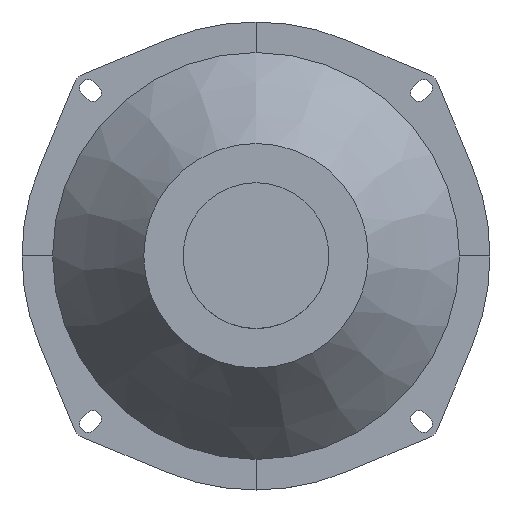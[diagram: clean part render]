
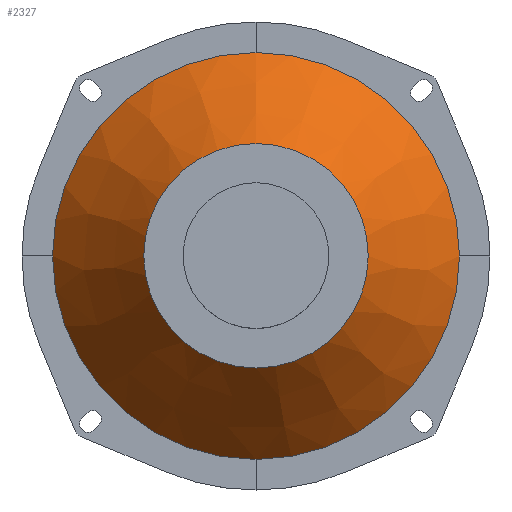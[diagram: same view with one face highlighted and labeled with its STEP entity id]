
A CAD part, top view. The second image highlights one B-rep face of the part: STEP entity #2327.
In plain terms, the highlighted conical face has half-angle 37.944 degrees and reference radius 60 mm.
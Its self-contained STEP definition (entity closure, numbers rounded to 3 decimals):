
#72 = PLANE('',#73);
#73 = AXIS2_PLACEMENT_3D('',#74,#75,#76);
#74 = CARTESIAN_POINT('',(40.597,40.597,1.));
#75 = DIRECTION('',(0.,0.,1.));
#76 = DIRECTION('',(1.,0.,0.));
#160 = PLANE('',#161);
#161 = AXIS2_PLACEMENT_3D('',#162,#163,#164);
#162 = CARTESIAN_POINT('',(40.597,-40.597,1.));
#163 = DIRECTION('',(0.,0.,1.));
#164 = DIRECTION('',(-1.,0.,0.));
#595 = VERTEX_POINT('',#596);
#596 = CARTESIAN_POINT('',(60.,0.,1.));
#691 = VERTEX_POINT('',#692);
#692 = CARTESIAN_POINT('',(0.,60.,1.));
#706 = PLANE('',#707);
#707 = AXIS2_PLACEMENT_3D('',#708,#709,#710);
#708 = CARTESIAN_POINT('',(-40.597,40.597,1.));
#709 = DIRECTION('',(0.,0.,1.));
#710 = DIRECTION('',(1.,0.,0.));
#718 = EDGE_CURVE('',#595,#691,#719,.T.);
#719 = SURFACE_CURVE('',#720,(#725,#732),.PCURVE_S1.);
#720 = CIRCLE('',#721,60.);
#721 = AXIS2_PLACEMENT_3D('',#722,#723,#724);
#722 = CARTESIAN_POINT('',(0.,0.,1.));
#723 = DIRECTION('',(0.,0.,1.));
#724 = DIRECTION('',(1.,0.,0.));
#725 = PCURVE('',#72,#726);
#726 = DEFINITIONAL_REPRESENTATION('',(#727),#731);
#727 = CIRCLE('',#728,60.);
#728 = AXIS2_PLACEMENT_2D('',#729,#730);
#729 = CARTESIAN_POINT('',(-40.597,-40.597));
#730 = DIRECTION('',(1.,0.));
#731 = ( GEOMETRIC_REPRESENTATION_CONTEXT(2) 
PARAMETRIC_REPRESENTATION_CONTEXT() REPRESENTATION_CONTEXT('2D SPACE',''
  ) );
#732 = PCURVE('',#733,#738);
#733 = CONICAL_SURFACE('',#734,60.,0.662);
#734 = AXIS2_PLACEMENT_3D('',#735,#736,#737);
#735 = CARTESIAN_POINT('',(0.,0.,1.));
#736 = DIRECTION('',(0.,0.,-1.));
#737 = DIRECTION('',(0.,1.,0.));
#738 = DEFINITIONAL_REPRESENTATION('',(#739),#743);
#739 = LINE('',#740,#741);
#740 = CARTESIAN_POINT('',(1.571,-0.));
#741 = VECTOR('',#742,1.);
#742 = DIRECTION('',(-1.,-0.));
#743 = ( GEOMETRIC_REPRESENTATION_CONTEXT(2) 
PARAMETRIC_REPRESENTATION_CONTEXT() REPRESENTATION_CONTEXT('2D SPACE',''
  ) );
#1276 = VERTEX_POINT('',#1277);
#1277 = CARTESIAN_POINT('',(0.,-60.,1.));
#1291 = PLANE('',#1292);
#1292 = AXIS2_PLACEMENT_3D('',#1293,#1294,#1295);
#1293 = CARTESIAN_POINT('',(-40.597,-40.597,1.));
#1294 = DIRECTION('',(0.,0.,1.));
#1295 = DIRECTION('',(-1.,0.,0.));
#1303 = EDGE_CURVE('',#595,#1276,#1304,.T.);
#1304 = SURFACE_CURVE('',#1305,(#1310,#1321),.PCURVE_S1.);
#1305 = CIRCLE('',#1306,60.);
#1306 = AXIS2_PLACEMENT_3D('',#1307,#1308,#1309);
#1307 = CARTESIAN_POINT('',(0.,0.,1.));
#1308 = DIRECTION('',(0.,0.,-1.));
#1309 = DIRECTION('',(0.,1.,0.));
#1310 = PCURVE('',#160,#1311);
#1311 = DEFINITIONAL_REPRESENTATION('',(#1312),#1320);
#1312 = ( BOUNDED_CURVE() B_SPLINE_CURVE(2,(#1313,#1314,#1315,#1316,
#1317,#1318,#1319),.UNSPECIFIED.,.T.,.F.) B_SPLINE_CURVE_WITH_KNOTS((1,2
    ,2,2,2,1),(-2.094,0.,2.094,4.189,
6.283,8.378),.UNSPECIFIED.) CURVE() 
GEOMETRIC_REPRESENTATION_ITEM() RATIONAL_B_SPLINE_CURVE((1.,0.5,1.,0.5,
1.,0.5,1.)) REPRESENTATION_ITEM('') );
#1313 = CARTESIAN_POINT('',(40.597,-100.597));
#1314 = CARTESIAN_POINT('',(-63.326,-100.597));
#1315 = CARTESIAN_POINT('',(-11.364,-10.597));
#1316 = CARTESIAN_POINT('',(40.597,79.403));
#1317 = CARTESIAN_POINT('',(92.559,-10.597));
#1318 = CARTESIAN_POINT('',(144.52,-100.597));
#1319 = CARTESIAN_POINT('',(40.597,-100.597));
#1320 = ( GEOMETRIC_REPRESENTATION_CONTEXT(2) 
PARAMETRIC_REPRESENTATION_CONTEXT() REPRESENTATION_CONTEXT('2D SPACE',''
  ) );
#1321 = PCURVE('',#733,#1322);
#1322 = DEFINITIONAL_REPRESENTATION('',(#1323),#1327);
#1323 = LINE('',#1324,#1325);
#1324 = CARTESIAN_POINT('',(0.,-0.));
#1325 = VECTOR('',#1326,1.);
#1326 = DIRECTION('',(1.,-0.));
#1327 = ( GEOMETRIC_REPRESENTATION_CONTEXT(2) 
PARAMETRIC_REPRESENTATION_CONTEXT() REPRESENTATION_CONTEXT('2D SPACE',''
  ) );
#2045 = VERTEX_POINT('',#2046);
#2046 = CARTESIAN_POINT('',(-60.,0.,1.));
#2198 = EDGE_CURVE('',#2045,#691,#2199,.T.);
#2199 = SURFACE_CURVE('',#2200,(#2205,#2216),.PCURVE_S1.);
#2200 = CIRCLE('',#2201,60.);
#2201 = AXIS2_PLACEMENT_3D('',#2202,#2203,#2204);
#2202 = CARTESIAN_POINT('',(0.,0.,1.));
#2203 = DIRECTION('',(0.,0.,-1.));
#2204 = DIRECTION('',(-1.,-0.,-0.));
#2205 = PCURVE('',#706,#2206);
#2206 = DEFINITIONAL_REPRESENTATION('',(#2207),#2215);
#2207 = ( BOUNDED_CURVE() B_SPLINE_CURVE(2,(#2208,#2209,#2210,#2211,
#2212,#2213,#2214),.UNSPECIFIED.,.T.,.F.) B_SPLINE_CURVE_WITH_KNOTS((1,2
    ,2,2,2,1),(-2.094,0.,2.094,4.189,
6.283,8.378),.UNSPECIFIED.) CURVE() 
GEOMETRIC_REPRESENTATION_ITEM() RATIONAL_B_SPLINE_CURVE((1.,0.5,1.,0.5,
1.,0.5,1.)) REPRESENTATION_ITEM('') );
#2208 = CARTESIAN_POINT('',(-19.403,-40.597));
#2209 = CARTESIAN_POINT('',(-19.403,63.326));
#2210 = CARTESIAN_POINT('',(70.597,11.364));
#2211 = CARTESIAN_POINT('',(160.597,-40.597));
#2212 = CARTESIAN_POINT('',(70.597,-92.559));
#2213 = CARTESIAN_POINT('',(-19.403,-144.52));
#2214 = CARTESIAN_POINT('',(-19.403,-40.597));
#2215 = ( GEOMETRIC_REPRESENTATION_CONTEXT(2) 
PARAMETRIC_REPRESENTATION_CONTEXT() REPRESENTATION_CONTEXT('2D SPACE',''
  ) );
#2216 = PCURVE('',#733,#2217);
#2217 = DEFINITIONAL_REPRESENTATION('',(#2218),#2222);
#2218 = LINE('',#2219,#2220);
#2219 = CARTESIAN_POINT('',(4.712,-0.));
#2220 = VECTOR('',#2221,1.);
#2221 = DIRECTION('',(1.,-0.));
#2222 = ( GEOMETRIC_REPRESENTATION_CONTEXT(2) 
PARAMETRIC_REPRESENTATION_CONTEXT() REPRESENTATION_CONTEXT('2D SPACE',''
  ) );
#2327 = ADVANCED_FACE('',(#2328),#733,.T.);
#2328 = FACE_BOUND('',#2329,.F.);
#2329 = EDGE_LOOP('',(#2330,#2331,#2332,#2358,#2359,#2382,#2409));
#2330 = ORIENTED_EDGE('',*,*,#718,.F.);
#2331 = ORIENTED_EDGE('',*,*,#1303,.T.);
#2332 = ORIENTED_EDGE('',*,*,#2333,.T.);
#2333 = EDGE_CURVE('',#1276,#2045,#2334,.T.);
#2334 = SURFACE_CURVE('',#2335,(#2340,#2347),.PCURVE_S1.);
#2335 = CIRCLE('',#2336,60.);
#2336 = AXIS2_PLACEMENT_3D('',#2337,#2338,#2339);
#2337 = CARTESIAN_POINT('',(0.,0.,1.));
#2338 = DIRECTION('',(0.,0.,-1.));
#2339 = DIRECTION('',(0.,1.,0.));
#2340 = PCURVE('',#733,#2341);
#2341 = DEFINITIONAL_REPRESENTATION('',(#2342),#2346);
#2342 = LINE('',#2343,#2344);
#2343 = CARTESIAN_POINT('',(0.,-0.));
#2344 = VECTOR('',#2345,1.);
#2345 = DIRECTION('',(1.,-0.));
#2346 = ( GEOMETRIC_REPRESENTATION_CONTEXT(2) 
PARAMETRIC_REPRESENTATION_CONTEXT() REPRESENTATION_CONTEXT('2D SPACE',''
  ) );
#2347 = PCURVE('',#1291,#2348);
#2348 = DEFINITIONAL_REPRESENTATION('',(#2349),#2357);
#2349 = ( BOUNDED_CURVE() B_SPLINE_CURVE(2,(#2350,#2351,#2352,#2353,
#2354,#2355,#2356),.UNSPECIFIED.,.T.,.F.) B_SPLINE_CURVE_WITH_KNOTS((1,2
    ,2,2,2,1),(-2.094,0.,2.094,4.189,
6.283,8.378),.UNSPECIFIED.) CURVE() 
GEOMETRIC_REPRESENTATION_ITEM() RATIONAL_B_SPLINE_CURVE((1.,0.5,1.,0.5,
1.,0.5,1.)) REPRESENTATION_ITEM('') );
#2350 = CARTESIAN_POINT('',(-40.597,-100.597));
#2351 = CARTESIAN_POINT('',(-144.52,-100.597));
#2352 = CARTESIAN_POINT('',(-92.559,-10.597));
#2353 = CARTESIAN_POINT('',(-40.597,79.403));
#2354 = CARTESIAN_POINT('',(11.364,-10.597));
#2355 = CARTESIAN_POINT('',(63.326,-100.597));
#2356 = CARTESIAN_POINT('',(-40.597,-100.597));
#2357 = ( GEOMETRIC_REPRESENTATION_CONTEXT(2) 
PARAMETRIC_REPRESENTATION_CONTEXT() REPRESENTATION_CONTEXT('2D SPACE',''
  ) );
#2358 = ORIENTED_EDGE('',*,*,#2198,.T.);
#2359 = ORIENTED_EDGE('',*,*,#2360,.T.);
#2360 = EDGE_CURVE('',#691,#2361,#2363,.T.);
#2361 = VERTEX_POINT('',#2362);
#2362 = CARTESIAN_POINT('',(0.,33.1,35.5));
#2363 = SEAM_CURVE('',#2364,(#2368,#2375),.PCURVE_S1.);
#2364 = LINE('',#2365,#2366);
#2365 = CARTESIAN_POINT('',(0.,60.,1.));
#2366 = VECTOR('',#2367,1.);
#2367 = DIRECTION('',(0.,-0.615,0.789));
#2368 = PCURVE('',#733,#2369);
#2369 = DEFINITIONAL_REPRESENTATION('',(#2370),#2374);
#2370 = LINE('',#2371,#2372);
#2371 = CARTESIAN_POINT('',(0.,-0.));
#2372 = VECTOR('',#2373,1.);
#2373 = DIRECTION('',(0.,-1.));
#2374 = ( GEOMETRIC_REPRESENTATION_CONTEXT(2) 
PARAMETRIC_REPRESENTATION_CONTEXT() REPRESENTATION_CONTEXT('2D SPACE',''
  ) );
#2375 = PCURVE('',#733,#2376);
#2376 = DEFINITIONAL_REPRESENTATION('',(#2377),#2381);
#2377 = LINE('',#2378,#2379);
#2378 = CARTESIAN_POINT('',(6.283,-0.));
#2379 = VECTOR('',#2380,1.);
#2380 = DIRECTION('',(0.,-1.));
#2381 = ( GEOMETRIC_REPRESENTATION_CONTEXT(2) 
PARAMETRIC_REPRESENTATION_CONTEXT() REPRESENTATION_CONTEXT('2D SPACE',''
  ) );
#2382 = ORIENTED_EDGE('',*,*,#2383,.F.);
#2383 = EDGE_CURVE('',#2361,#2361,#2384,.T.);
#2384 = SURFACE_CURVE('',#2385,(#2390,#2397),.PCURVE_S1.);
#2385 = CIRCLE('',#2386,33.1);
#2386 = AXIS2_PLACEMENT_3D('',#2387,#2388,#2389);
#2387 = CARTESIAN_POINT('',(0.,0.,35.5));
#2388 = DIRECTION('',(0.,0.,-1.));
#2389 = DIRECTION('',(0.,1.,0.));
#2390 = PCURVE('',#733,#2391);
#2391 = DEFINITIONAL_REPRESENTATION('',(#2392),#2396);
#2392 = LINE('',#2393,#2394);
#2393 = CARTESIAN_POINT('',(0.,-34.5));
#2394 = VECTOR('',#2395,1.);
#2395 = DIRECTION('',(1.,-0.));
#2396 = ( GEOMETRIC_REPRESENTATION_CONTEXT(2) 
PARAMETRIC_REPRESENTATION_CONTEXT() REPRESENTATION_CONTEXT('2D SPACE',''
  ) );
#2397 = PCURVE('',#2398,#2403);
#2398 = PLANE('',#2399);
#2399 = AXIS2_PLACEMENT_3D('',#2400,#2401,#2402);
#2400 = CARTESIAN_POINT('',(0.,0.,35.5));
#2401 = DIRECTION('',(0.,0.,-1.));
#2402 = DIRECTION('',(0.,1.,0.));
#2403 = DEFINITIONAL_REPRESENTATION('',(#2404),#2408);
#2404 = CIRCLE('',#2405,33.1);
#2405 = AXIS2_PLACEMENT_2D('',#2406,#2407);
#2406 = CARTESIAN_POINT('',(0.,0.));
#2407 = DIRECTION('',(1.,0.));
#2408 = ( GEOMETRIC_REPRESENTATION_CONTEXT(2) 
PARAMETRIC_REPRESENTATION_CONTEXT() REPRESENTATION_CONTEXT('2D SPACE',''
  ) );
#2409 = ORIENTED_EDGE('',*,*,#2360,.F.);
